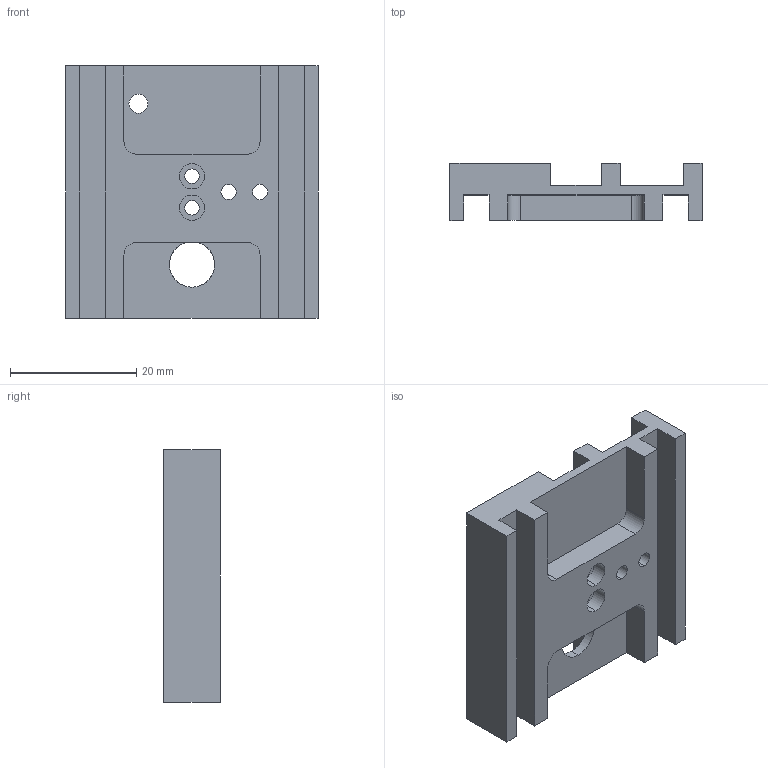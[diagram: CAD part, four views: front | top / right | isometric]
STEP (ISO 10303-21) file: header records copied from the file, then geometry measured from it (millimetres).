
FILE_DESCRIPTION (( 'STEP AP203' ), '1' );
FILE_NAME ('XYTable_Y.STEP', '2025-07-30T09:23:45', ( '' ), ( '' ), 'SwSTEP 2.0', 'SolidWorks 2025', '' );
FILE_SCHEMA (( 'CONFIG_CONTROL_DESIGN' ));
Length unit declared in the file: millimetre
Products named in the file (1): XYTable_Y
Bounding box: 40 x 9 x 40 mm (x, y, z)
Volume: 7272.3 mm3; surface area: 6109.2 mm2
Topology: 1 solids, 1 shells, 74 faces, 210 edges, 140 vertices
Faces by surface type: plane 46, cylinder 28
Entity records: 2517 total; most frequent: CARTESIAN_POINT 425, DIRECTION 422, ORIENTED_EDGE 420, EDGE_CURVE 210, VECTOR 148, LINE 148, VERTEX_POINT 140, AXIS2_PLACEMENT_3D 137
